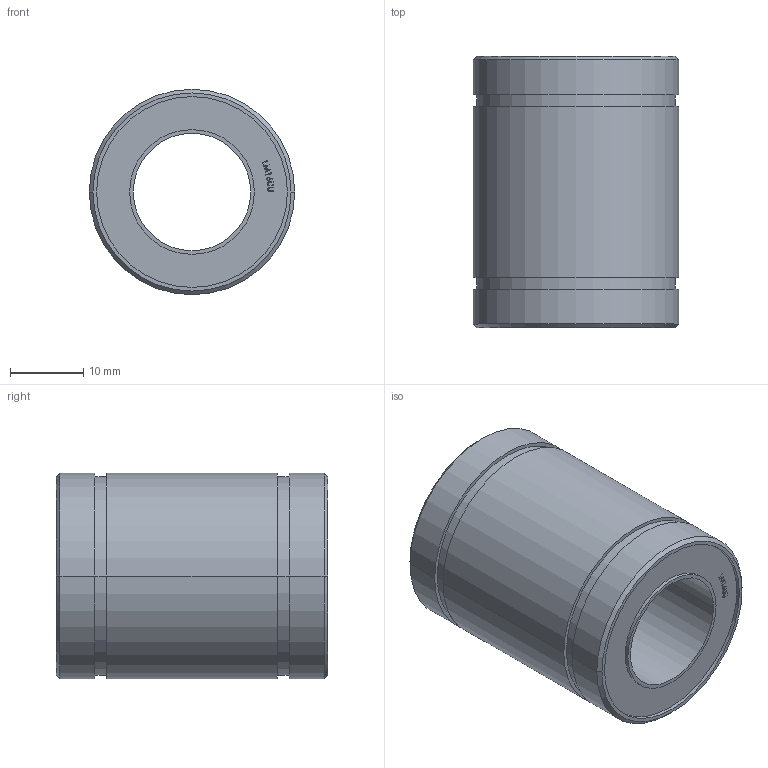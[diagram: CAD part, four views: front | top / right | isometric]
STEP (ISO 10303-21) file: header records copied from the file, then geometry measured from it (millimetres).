
FILE_DESCRIPTION (( 'STEP AP214' ), '1' );
FILE_NAME ('LM16UU.STEP', '2019-07-07T22:46:08', ( '' ), ( '' ), 'SwSTEP 2.0', 'SolidWorks 2018', '' );
FILE_SCHEMA (( 'AUTOMOTIVE_DESIGN' ));
Length unit declared in the file: millimetre
Products named in the file (1): LM16UU
Bounding box: 28 x 37 x 28 mm (x, y, z)
Volume: 14879.6 mm3; surface area: 6189.5 mm2
Topology: 1 solids, 1 shells, 41 faces, 131 edges, 107 vertices
Faces by surface type: cylinder 20, plane 17, cone 4
Entity records: 1954 total; most frequent: CARTESIAN_POINT 569, ORIENTED_EDGE 262, DIRECTION 236, EDGE_CURVE 131, VERTEX_POINT 107, AXIS2_PLACEMENT_3D 86, VECTOR 64, LINE 64
